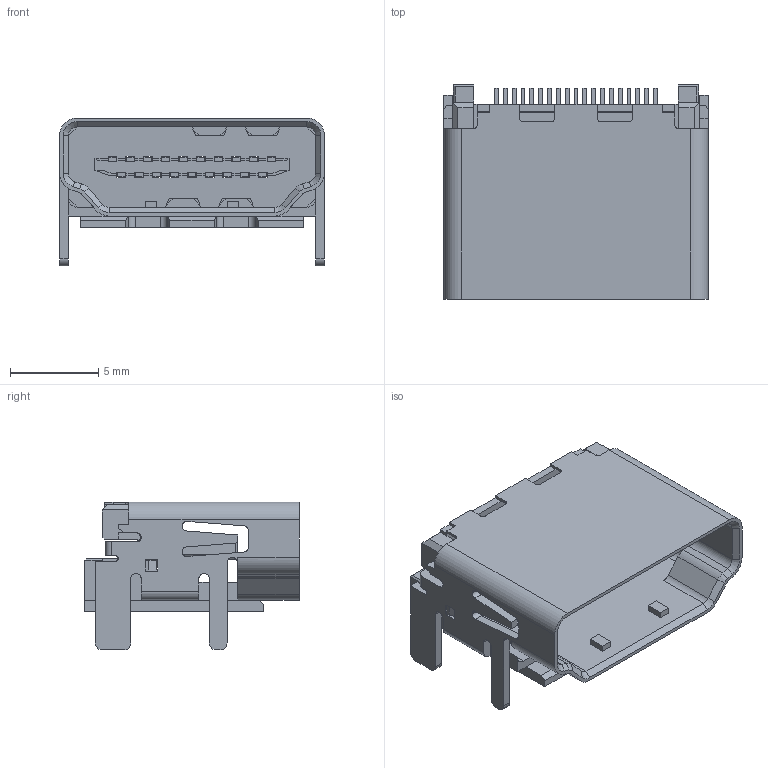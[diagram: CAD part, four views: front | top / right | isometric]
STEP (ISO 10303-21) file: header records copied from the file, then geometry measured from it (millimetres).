
FILE_DESCRIPTION((''),'2;1');
FILE_NAME('MOLEX_500254-1927.stp','2011-11-21T11:16:30',(''),(''),'Mechanical Desktop 2011','Mechanical Desktop 2011',', , ');
FILE_SCHEMA(('AUTOMOTIVE_DESIGN { 1 2 10303 214 1 1 1 1 }'));
Length unit declared in the file: millimetre
Products named in the file (1): Product
Bounding box: 15 x 12.15 x 8.38 mm (x, y, z)
Volume: 388.3 mm3; surface area: 1537 mm2
Topology: 22 solids, 22 shells, 959 faces, 2710 edges, 1782 vertices
Faces by surface type: plane 772, cylinder 160, bspline 19, cone 8
Entity records: 30773 total; most frequent: CARTESIAN_POINT 5509, ORIENTED_EDGE 5420, DIRECTION 4935, EDGE_CURVE 2710, VECTOR 2367, LINE 2367, VERTEX_POINT 1782, AXIS2_PLACEMENT_3D 1284
